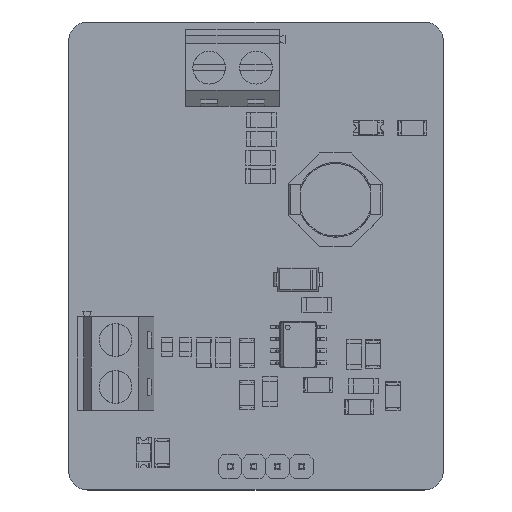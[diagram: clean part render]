
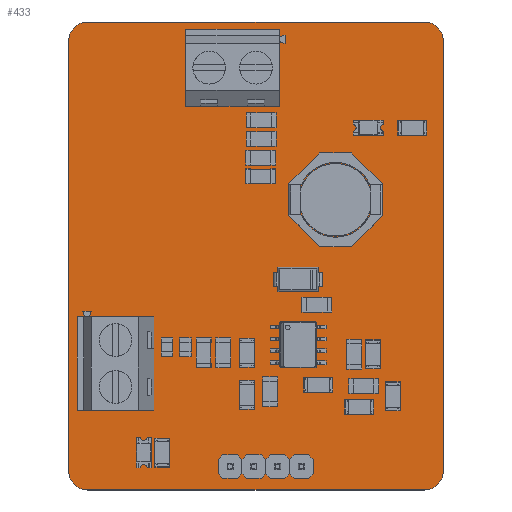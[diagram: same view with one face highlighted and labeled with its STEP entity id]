
A CAD part, top view. The second image highlights one B-rep face of the part: STEP entity #433.
In plain terms, the highlighted planar face has unit normal (0, 0, 1).
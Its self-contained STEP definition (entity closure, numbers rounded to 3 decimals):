
#168 = VERTEX_POINT('',#169);
#169 = CARTESIAN_POINT('',(0.,2.,0.411));
#175 = EDGE_CURVE('',#168,#176,#178,.T.);
#176 = VERTEX_POINT('',#177);
#177 = CARTESIAN_POINT('',(0.,48.,0.411));
#178 = LINE('',#179,#180);
#179 = CARTESIAN_POINT('',(0.,2.,0.411));
#180 = VECTOR('',#181,1.);
#181 = DIRECTION('',(0.,1.,0.));
#206 = EDGE_CURVE('',#176,#207,#209,.T.);
#207 = VERTEX_POINT('',#208);
#208 = CARTESIAN_POINT('',(2.,50.,0.411));
#209 = CIRCLE('',#210,2.001);
#210 = AXIS2_PLACEMENT_3D('',#211,#212,#213);
#211 = CARTESIAN_POINT('',(2.001,47.999,0.411));
#212 = DIRECTION('',(0.,0.,-1.));
#213 = DIRECTION('',(-1.,0.,0.));
#239 = EDGE_CURVE('',#207,#240,#242,.T.);
#240 = VERTEX_POINT('',#241);
#241 = CARTESIAN_POINT('',(38.,50.,0.411));
#242 = LINE('',#243,#244);
#243 = CARTESIAN_POINT('',(2.,50.,0.411));
#244 = VECTOR('',#245,1.);
#245 = DIRECTION('',(1.,0.,0.));
#270 = EDGE_CURVE('',#240,#271,#273,.T.);
#271 = VERTEX_POINT('',#272);
#272 = CARTESIAN_POINT('',(40.,48.,0.411));
#273 = CIRCLE('',#274,2.001);
#274 = AXIS2_PLACEMENT_3D('',#275,#276,#277);
#275 = CARTESIAN_POINT('',(37.999,47.999,0.411));
#276 = DIRECTION('',(0.,0.,-1.));
#277 = DIRECTION('',(0.,1.,0.));
#303 = EDGE_CURVE('',#271,#304,#306,.T.);
#304 = VERTEX_POINT('',#305);
#305 = CARTESIAN_POINT('',(40.,2.,0.411));
#306 = LINE('',#307,#308);
#307 = CARTESIAN_POINT('',(40.,48.,0.411));
#308 = VECTOR('',#309,1.);
#309 = DIRECTION('',(0.,-1.,0.));
#334 = EDGE_CURVE('',#304,#335,#337,.T.);
#335 = VERTEX_POINT('',#336);
#336 = CARTESIAN_POINT('',(38.,0.,0.411));
#337 = CIRCLE('',#338,2.001);
#338 = AXIS2_PLACEMENT_3D('',#339,#340,#341);
#339 = CARTESIAN_POINT('',(37.999,2.001,0.411));
#340 = DIRECTION('',(0.,0.,-1.));
#341 = DIRECTION('',(1.,0.,0.));
#367 = EDGE_CURVE('',#335,#368,#370,.T.);
#368 = VERTEX_POINT('',#369);
#369 = CARTESIAN_POINT('',(2.,0.,0.411));
#370 = LINE('',#371,#372);
#371 = CARTESIAN_POINT('',(38.,0.,0.411));
#372 = VECTOR('',#373,1.);
#373 = DIRECTION('',(-1.,0.,0.));
#398 = EDGE_CURVE('',#368,#168,#399,.T.);
#399 = CIRCLE('',#400,2.001);
#400 = AXIS2_PLACEMENT_3D('',#401,#402,#403);
#401 = CARTESIAN_POINT('',(2.001,2.001,0.411));
#402 = DIRECTION('',(0.,0.,-1.));
#403 = DIRECTION('',(0.,-1.,0.));
#433 = ADVANCED_FACE('',(#434),#444,.T.);
#434 = FACE_BOUND('',#435,.F.);
#435 = EDGE_LOOP('',(#436,#437,#438,#439,#440,#441,#442,#443));
#436 = ORIENTED_EDGE('',*,*,#175,.T.);
#437 = ORIENTED_EDGE('',*,*,#206,.T.);
#438 = ORIENTED_EDGE('',*,*,#239,.T.);
#439 = ORIENTED_EDGE('',*,*,#270,.T.);
#440 = ORIENTED_EDGE('',*,*,#303,.T.);
#441 = ORIENTED_EDGE('',*,*,#334,.T.);
#442 = ORIENTED_EDGE('',*,*,#367,.T.);
#443 = ORIENTED_EDGE('',*,*,#398,.T.);
#444 = PLANE('',#445);
#445 = AXIS2_PLACEMENT_3D('',#446,#447,#448);
#446 = CARTESIAN_POINT('',(0.,2.,0.411));
#447 = DIRECTION('',(0.,0.,1.));
#448 = DIRECTION('',(1.,0.,0.));
